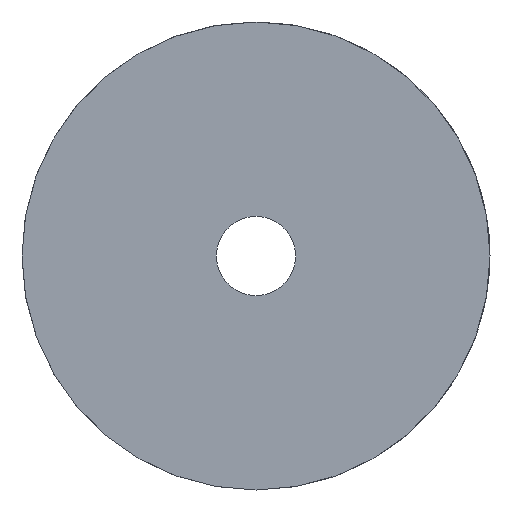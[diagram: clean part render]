
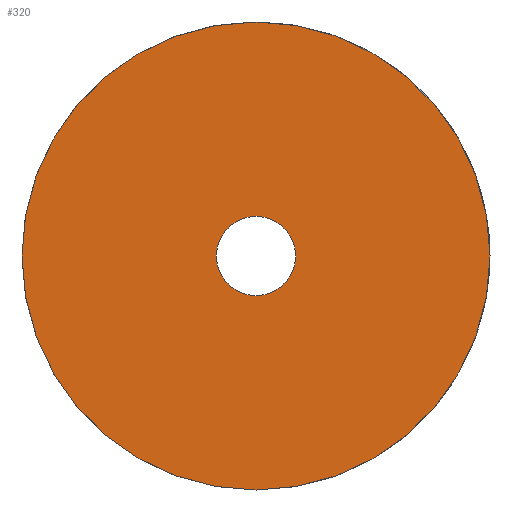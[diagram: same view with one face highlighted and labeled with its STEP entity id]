
A CAD part, left-side view. The second image highlights one B-rep face of the part: STEP entity #320.
In plain terms, the highlighted planar face has unit normal (-1, 0, 0).
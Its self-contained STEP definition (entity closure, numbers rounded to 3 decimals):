
#320 = ADVANCED_FACE( '', ( #663, #664 ), #665, .F. );
#663 = FACE_OUTER_BOUND( '', #1022, .T. );
#664 = FACE_BOUND( '', #1023, .T. );
#665 = PLANE( '', #1024 );
#1022 = EDGE_LOOP( '', ( #1776 ) );
#1023 = EDGE_LOOP( '', ( #1777 ) );
#1024 = AXIS2_PLACEMENT_3D( '', #1778, #1779, #1780 );
#1776 = ORIENTED_EDGE( '', *, *, #2147, .F. );
#1777 = ORIENTED_EDGE( '', *, *, #2067, .T. );
#1778 = CARTESIAN_POINT( '', ( 0., 0., 0. ) );
#1779 = DIRECTION( '', ( 1., 0., 0. ) );
#1780 = DIRECTION( '', ( 0., 0., -1. ) );
#2067 = EDGE_CURVE( '', #2449, #2449, #2450, .T. );
#2147 = EDGE_CURVE( '', #2561, #2561, #2562, .T. );
#2449 = VERTEX_POINT( '', #2911 );
#2450 = CIRCLE( '', #2912, 6. );
#2561 = VERTEX_POINT( '', #3040 );
#2562 = CIRCLE( '', #3041, 35.5 );
#2911 = CARTESIAN_POINT( '', ( 0., 0., -6. ) );
#2912 = AXIS2_PLACEMENT_3D( '', #3399, #3400, #3401 );
#3040 = CARTESIAN_POINT( '', ( 0., 0., -35.5 ) );
#3041 = AXIS2_PLACEMENT_3D( '', #3536, #3537, #3538 );
#3399 = CARTESIAN_POINT( '', ( 0., 0., 0. ) );
#3400 = DIRECTION( '', ( 1., 0., 0. ) );
#3401 = DIRECTION( '', ( 0., 0., -1. ) );
#3536 = CARTESIAN_POINT( '', ( 0., 0., 0. ) );
#3537 = DIRECTION( '', ( 1., 0., 0. ) );
#3538 = DIRECTION( '', ( 0., 0., -1. ) );
